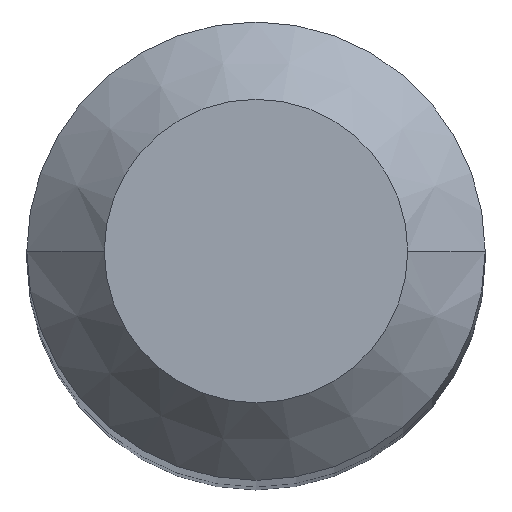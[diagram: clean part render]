
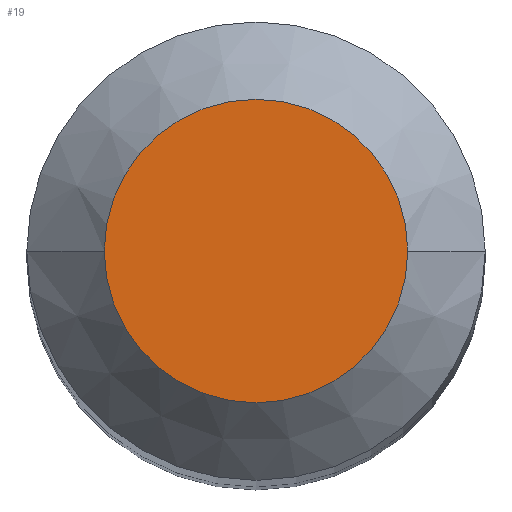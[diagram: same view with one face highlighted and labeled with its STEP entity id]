
A CAD part, top view. The second image highlights one B-rep face of the part: STEP entity #19.
In plain terms, the highlighted planar face has unit normal (0, 0, 1).
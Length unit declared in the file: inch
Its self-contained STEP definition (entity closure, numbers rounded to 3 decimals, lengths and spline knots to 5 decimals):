
#7 = VERTEX_POINT ( 'NONE', #26 ) ;
#16 = EDGE_LOOP ( 'NONE', ( #67, #93 ) ) ;
#19 = ADVANCED_FACE ( 'NONE', ( #357 ), #204, .F. ) ;
#26 = CARTESIAN_POINT ( 'NONE',  ( 0.06125, 0., 0. ) ) ;
#34 = AXIS2_PLACEMENT_3D ( 'NONE', #324, #330, #292 ) ;
#67 = ORIENTED_EDGE ( 'NONE', *, *, #291, .T. ) ;
#70 = AXIS2_PLACEMENT_3D ( 'NONE', #319, #132, #136 ) ;
#85 = CARTESIAN_POINT ( 'NONE',  ( -0.06125, 0., 0. ) ) ;
#93 = ORIENTED_EDGE ( 'NONE', *, *, #208, .T. ) ;
#97 = AXIS2_PLACEMENT_3D ( 'NONE', #140, #263, #174 ) ;
#132 = DIRECTION ( 'NONE',  ( 0., 0., -1. ) ) ;
#136 = DIRECTION ( 'NONE',  ( -1., 0., 0. ) ) ;
#140 = CARTESIAN_POINT ( 'NONE',  ( 0., 0., 0. ) ) ;
#174 = DIRECTION ( 'NONE',  ( 1., 0., 0. ) ) ;
#204 = PLANE ( 'NONE',  #70 ) ;
#206 = CIRCLE ( 'NONE', #34, 0.06125 ) ;
#208 = EDGE_CURVE ( 'NONE', #7, #273, #206, .T. ) ;
#263 = DIRECTION ( 'NONE',  ( 0., 0., 1. ) ) ;
#273 = VERTEX_POINT ( 'NONE', #85 ) ;
#279 = CIRCLE ( 'NONE', #97, 0.06125 ) ;
#291 = EDGE_CURVE ( 'NONE', #273, #7, #279, .T. ) ;
#292 = DIRECTION ( 'NONE',  ( 1., 0., 0. ) ) ;
#319 = CARTESIAN_POINT ( 'NONE',  ( 0., 0., 0. ) ) ;
#324 = CARTESIAN_POINT ( 'NONE',  ( 0., 0., 0. ) ) ;
#330 = DIRECTION ( 'NONE',  ( 0., 0., 1. ) ) ;
#357 = FACE_OUTER_BOUND ( 'NONE', #16, .T. ) ;
